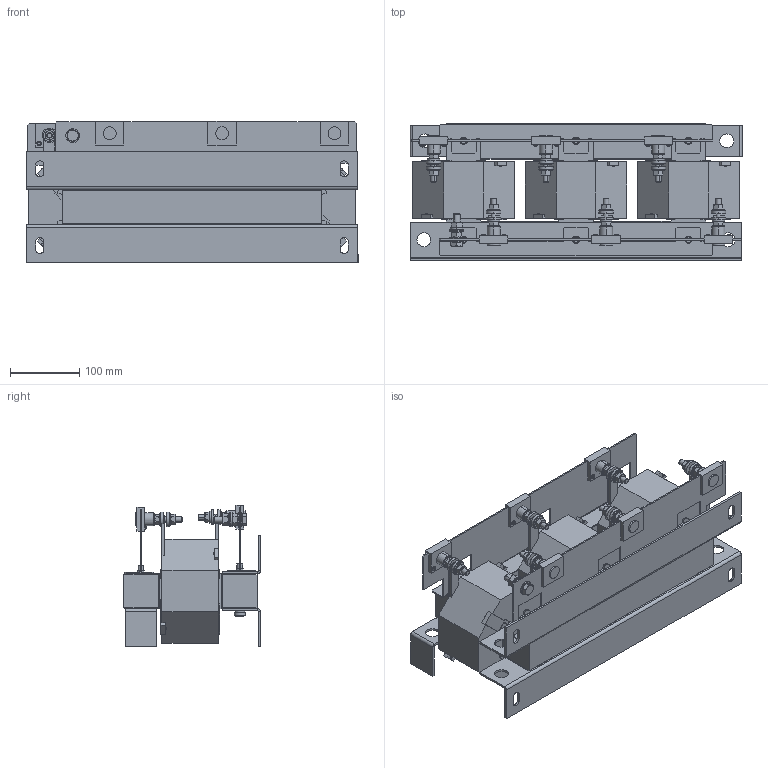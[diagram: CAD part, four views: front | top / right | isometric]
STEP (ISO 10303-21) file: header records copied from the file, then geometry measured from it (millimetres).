
FILE_DESCRIPTION (( 'STEP AP214' ), '1' );
FILE_NAME ('190788.STEP', '2020-05-29T01:15:52', ( '' ), ( '' ), 'SwSTEP 2.0', 'SolidWorks 2018', '' );
FILE_SCHEMA (( 'AUTOMOTIVE_DESIGN' ));
Length unit declared in the file: millimetre
Products named in the file (1): 190788
Bounding box: 480 x 198.05 x 204.9 mm (x, y, z)
Volume: 7118716.6 mm3; surface area: 786780.2 mm2
Topology: 1 solids, 1 shells, 1448 faces, 3692 edges, 2330 vertices
Faces by surface type: plane 864, cylinder 282, cone 160, bspline 114, torus 16, sphere 12
Entity records: 47624 total; most frequent: CARTESIAN_POINT 13095, ORIENTED_EDGE 7384, DIRECTION 6844, EDGE_CURVE 3692, VERTEX_POINT 2330, LINE 2298, VECTOR 2298, AXIS2_PLACEMENT_3D 2273
